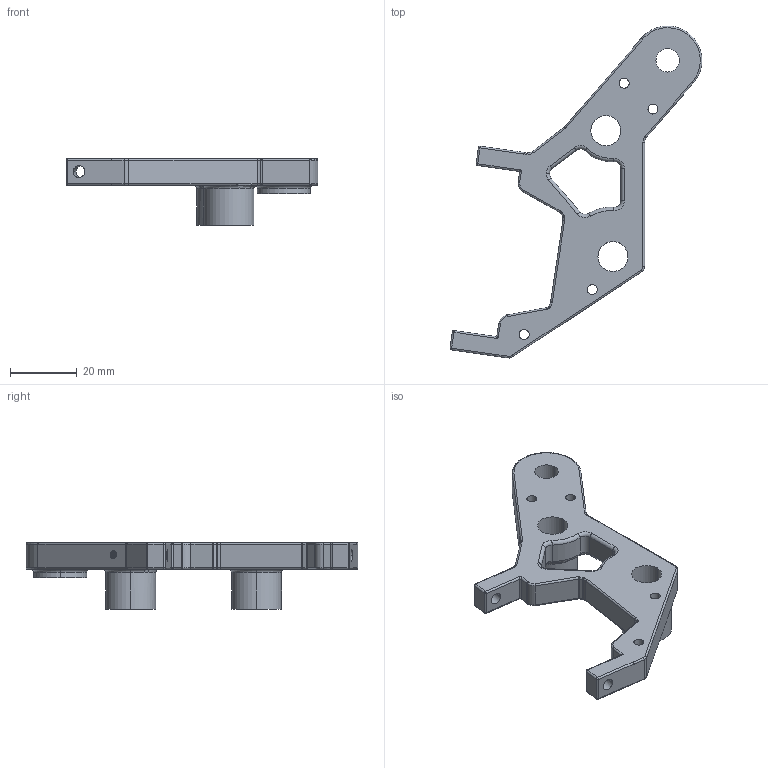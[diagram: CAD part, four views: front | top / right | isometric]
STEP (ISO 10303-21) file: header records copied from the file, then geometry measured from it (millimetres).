
FILE_DESCRIPTION (( 'STEP AP203' ), '1' );
FILE_NAME ('support pignon droitsldprt.STEP', '2021-04-12T05:14:43', ( '' ), ( '' ), 'SwSTEP 2.0', 'SolidWorks 2016', '' );
FILE_SCHEMA (( 'CONFIG_CONTROL_DESIGN' ));
Length unit declared in the file: millimetre
Products named in the file (1): support pignon droitsldprt
Bounding box: 75.54 x 99.52 x 20 mm (x, y, z)
Volume: 19122.5 mm3; surface area: 10298.5 mm2
Topology: 1 solids, 1 shells, 244 faces, 594 edges, 346 vertices
Faces by surface type: cylinder 126, torus 53, plane 33, bspline 15, cone 9, sphere 8
Entity records: 8566 total; most frequent: CARTESIAN_POINT 2856, DIRECTION 1262, ORIENTED_EDGE 1164, EDGE_CURVE 582, AXIS2_PLACEMENT_3D 522, VERTEX_POINT 342, CIRCLE 292, EDGE_LOOP 268
